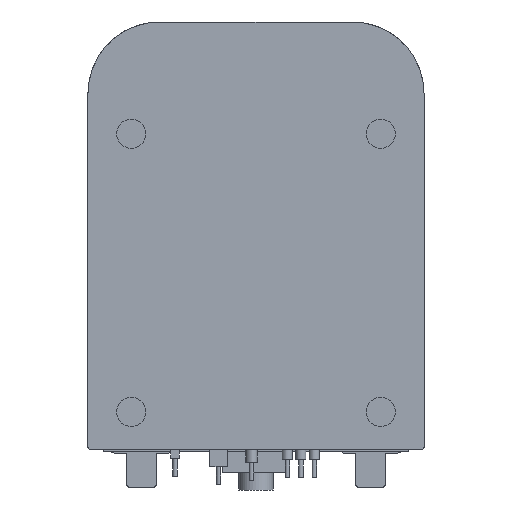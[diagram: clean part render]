
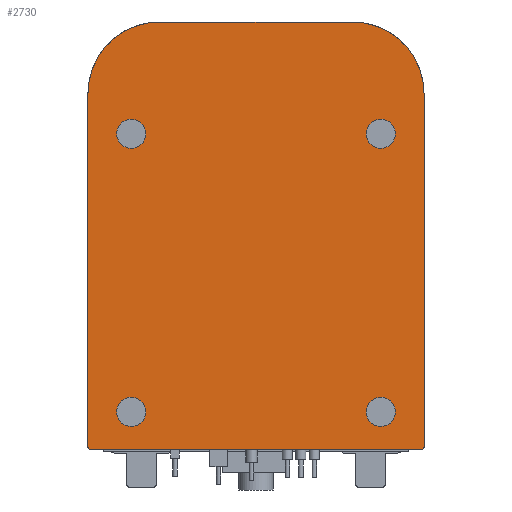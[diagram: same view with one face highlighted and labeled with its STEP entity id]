
A CAD part, front view. The second image highlights one B-rep face of the part: STEP entity #2730.
In plain terms, the highlighted planar face has unit normal (0, -1, 0).
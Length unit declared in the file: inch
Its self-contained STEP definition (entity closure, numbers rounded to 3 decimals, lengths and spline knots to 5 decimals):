
#1=CARTESIAN_POINT('',(6.9575,0.,-9.8255));
#2=DIRECTION('',(0.,-1.,0.));
#3=DIRECTION('',(1.,0.,0.));
#4=AXIS2_PLACEMENT_3D('',#1,#2,#3);
#6=CARTESIAN_POINT('',(6.9575,0.,-9.8255));
#7=DIRECTION('',(0.,-1.,0.));
#8=DIRECTION('',(-1.,0.,0.));
#9=AXIS2_PLACEMENT_3D('',#6,#7,#8);
#11=CARTESIAN_POINT('',(-6.9575,0.,-9.8255));
#12=DIRECTION('',(0.,-1.,0.));
#13=DIRECTION('',(1.,0.,0.));
#14=AXIS2_PLACEMENT_3D('',#11,#12,#13);
#16=CARTESIAN_POINT('',(-6.9575,0.,-9.8255));
#17=DIRECTION('',(0.,-1.,0.));
#18=DIRECTION('',(-1.,0.,0.));
#19=AXIS2_PLACEMENT_3D('',#16,#17,#18);
#21=CARTESIAN_POINT('',(6.9575,0.,5.6855));
#22=DIRECTION('',(0.,-1.,0.));
#23=DIRECTION('',(1.,0.,0.));
#24=AXIS2_PLACEMENT_3D('',#21,#22,#23);
#26=CARTESIAN_POINT('',(6.9575,0.,5.6855));
#27=DIRECTION('',(0.,-1.,0.));
#28=DIRECTION('',(-1.,0.,0.));
#29=AXIS2_PLACEMENT_3D('',#26,#27,#28);
#31=CARTESIAN_POINT('',(-6.9575,0.,5.6855));
#32=DIRECTION('',(0.,-1.,0.));
#33=DIRECTION('',(1.,0.,0.));
#34=AXIS2_PLACEMENT_3D('',#31,#32,#33);
#36=CARTESIAN_POINT('',(-6.9575,0.,5.6855));
#37=DIRECTION('',(0.,-1.,0.));
#38=DIRECTION('',(-1.,0.,0.));
#39=AXIS2_PLACEMENT_3D('',#36,#37,#38);
#41=CARTESIAN_POINT('',(9.245,0.,-11.7925));
#42=DIRECTION('',(0.,-1.,0.));
#43=DIRECTION('',(0.,0.,-1.));
#44=AXIS2_PLACEMENT_3D('',#41,#42,#43);
#46=DIRECTION('',(-1.,0.,0.));
#47=VECTOR('',#46,18.49);
#48=CARTESIAN_POINT('',(9.245,0.,-11.9225));
#49=LINE('',#48,#47);
#50=CARTESIAN_POINT('',(-9.245,0.,-11.7925));
#51=DIRECTION('',(0.,-1.,0.));
#52=DIRECTION('',(-1.,0.,0.));
#53=AXIS2_PLACEMENT_3D('',#50,#51,#52);
#55=DIRECTION('',(0.,0.,1.));
#56=VECTOR('',#55,19.715);
#57=CARTESIAN_POINT('',(-9.375,0.,-11.7925));
#58=LINE('',#57,#56);
#59=CARTESIAN_POINT('',(-5.375,0.,7.9225));
#60=DIRECTION('',(0.,-1.,0.));
#61=DIRECTION('',(0.,0.,1.));
#62=AXIS2_PLACEMENT_3D('',#59,#60,#61);
#64=DIRECTION('',(1.,0.,0.));
#65=VECTOR('',#64,10.75);
#66=CARTESIAN_POINT('',(-5.375,0.,11.9225));
#67=LINE('',#66,#65);
#68=CARTESIAN_POINT('',(5.375,0.,7.9225));
#69=DIRECTION('',(0.,-1.,0.));
#70=DIRECTION('',(1.,0.,0.));
#71=AXIS2_PLACEMENT_3D('',#68,#69,#70);
#73=DIRECTION('',(0.,0.,-1.));
#74=VECTOR('',#73,19.715);
#75=CARTESIAN_POINT('',(9.375,0.,7.9225));
#76=LINE('',#75,#74);
#2107=CARTESIAN_POINT('',(9.375,0.,7.9225));
#2108=CARTESIAN_POINT('',(5.375,0.,11.9225));
#2109=VERTEX_POINT('',#2107);
#2110=VERTEX_POINT('',#2108);
#2111=CARTESIAN_POINT('',(-5.375,0.,11.9225));
#2112=CARTESIAN_POINT('',(-9.375,0.,7.9225));
#2113=VERTEX_POINT('',#2111);
#2114=VERTEX_POINT('',#2112);
#2411=CARTESIAN_POINT('',(7.145,0.,-9.8255));
#2412=CARTESIAN_POINT('',(6.77,0.,-9.8255));
#2413=VERTEX_POINT('',#2411);
#2414=VERTEX_POINT('',#2412);
#2415=CARTESIAN_POINT('',(-6.77,0.,-9.8255));
#2416=CARTESIAN_POINT('',(-7.145,0.,-9.8255));
#2417=VERTEX_POINT('',#2415);
#2418=VERTEX_POINT('',#2416);
#2419=CARTESIAN_POINT('',(7.145,0.,5.6855));
#2420=CARTESIAN_POINT('',(6.77,0.,5.6855));
#2421=VERTEX_POINT('',#2419);
#2422=VERTEX_POINT('',#2420);
#2423=CARTESIAN_POINT('',(-6.77,0.,5.6855));
#2424=CARTESIAN_POINT('',(-7.145,0.,5.6855));
#2425=VERTEX_POINT('',#2423);
#2426=VERTEX_POINT('',#2424);
#2515=CARTESIAN_POINT('',(9.245,0.,-11.9225));
#2516=CARTESIAN_POINT('',(9.375,0.,-11.7925));
#2517=VERTEX_POINT('',#2515);
#2518=VERTEX_POINT('',#2516);
#2525=CARTESIAN_POINT('',(-9.375,0.,-11.7925));
#2526=CARTESIAN_POINT('',(-9.245,0.,-11.9225));
#2527=VERTEX_POINT('',#2525);
#2528=VERTEX_POINT('',#2526);
#2683=CARTESIAN_POINT('',(0.,0.,0.));
#2684=DIRECTION('',(0.,1.,0.));
#2685=DIRECTION('',(1.,0.,0.));
#2686=AXIS2_PLACEMENT_3D('',#2683,#2684,#2685);
#2687=PLANE('',#2686);
#2689=ORIENTED_EDGE('',*,*,#2688,.F.);
#2691=ORIENTED_EDGE('',*,*,#2690,.T.);
#2693=ORIENTED_EDGE('',*,*,#2692,.F.);
#2695=ORIENTED_EDGE('',*,*,#2694,.T.);
#2697=ORIENTED_EDGE('',*,*,#2696,.F.);
#2699=ORIENTED_EDGE('',*,*,#2698,.T.);
#2701=ORIENTED_EDGE('',*,*,#2700,.F.);
#2703=ORIENTED_EDGE('',*,*,#2702,.T.);
#2704=EDGE_LOOP('',(#2689,#2691,#2693,#2695,#2697,#2699,#2701,#2703));
#2705=FACE_OUTER_BOUND('',#2704,.F.);
#2707=ORIENTED_EDGE('',*,*,#2706,.T.);
#2709=ORIENTED_EDGE('',*,*,#2708,.T.);
#2710=EDGE_LOOP('',(#2707,#2709));
#2711=FACE_BOUND('',#2710,.F.);
#2713=ORIENTED_EDGE('',*,*,#2712,.T.);
#2715=ORIENTED_EDGE('',*,*,#2714,.T.);
#2716=EDGE_LOOP('',(#2713,#2715));
#2717=FACE_BOUND('',#2716,.F.);
#2719=ORIENTED_EDGE('',*,*,#2718,.T.);
#2721=ORIENTED_EDGE('',*,*,#2720,.T.);
#2722=EDGE_LOOP('',(#2719,#2721));
#2723=FACE_BOUND('',#2722,.F.);
#2725=ORIENTED_EDGE('',*,*,#2724,.T.);
#2727=ORIENTED_EDGE('',*,*,#2726,.T.);
#2728=EDGE_LOOP('',(#2725,#2727));
#2729=FACE_BOUND('',#2728,.F.);
#2730=ADVANCED_FACE('',(#2705,#2711,#2717,#2723,#2729),#2687,.F.);
#5=CIRCLE('',#4,0.1875);
#10=CIRCLE('',#9,0.1875);
#15=CIRCLE('',#14,0.1875);
#20=CIRCLE('',#19,0.1875);
#25=CIRCLE('',#24,0.1875);
#30=CIRCLE('',#29,0.1875);
#35=CIRCLE('',#34,0.1875);
#40=CIRCLE('',#39,0.1875);
#45=CIRCLE('',#44,0.13);
#54=CIRCLE('',#53,0.13);
#63=CIRCLE('',#62,4.);
#72=CIRCLE('',#71,4.);
#2688=EDGE_CURVE('',#2517,#2518,#45,.T.);
#2690=EDGE_CURVE('',#2517,#2528,#49,.T.);
#2692=EDGE_CURVE('',#2527,#2528,#54,.T.);
#2694=EDGE_CURVE('',#2527,#2114,#58,.T.);
#2696=EDGE_CURVE('',#2113,#2114,#63,.T.);
#2698=EDGE_CURVE('',#2113,#2110,#67,.T.);
#2700=EDGE_CURVE('',#2109,#2110,#72,.T.);
#2702=EDGE_CURVE('',#2109,#2518,#76,.T.);
#2706=EDGE_CURVE('',#2417,#2418,#15,.T.);
#2708=EDGE_CURVE('',#2418,#2417,#20,.T.);
#2712=EDGE_CURVE('',#2421,#2422,#25,.T.);
#2714=EDGE_CURVE('',#2422,#2421,#30,.T.);
#2718=EDGE_CURVE('',#2425,#2426,#35,.T.);
#2720=EDGE_CURVE('',#2426,#2425,#40,.T.);
#2724=EDGE_CURVE('',#2413,#2414,#5,.T.);
#2726=EDGE_CURVE('',#2414,#2413,#10,.T.);
